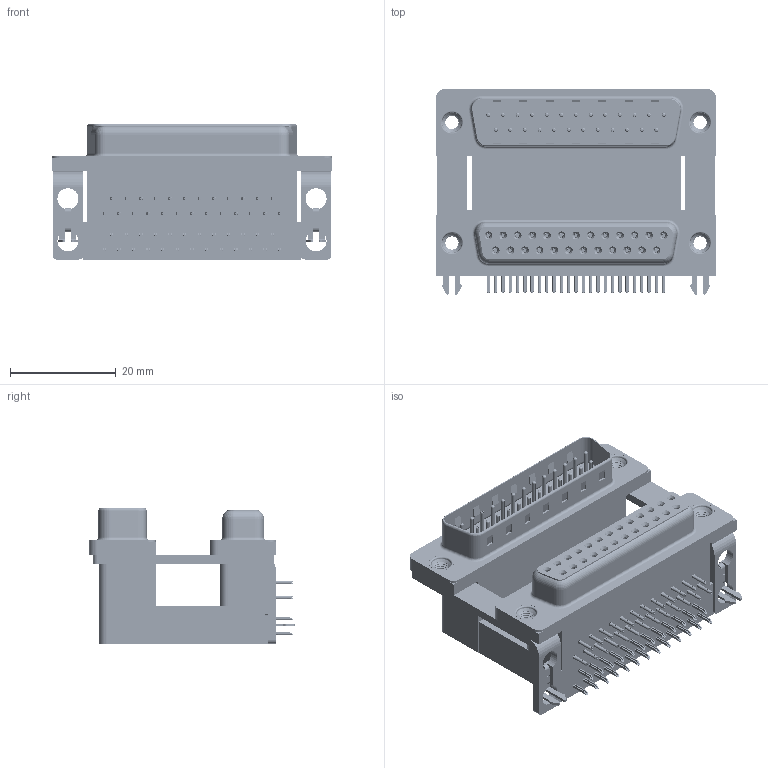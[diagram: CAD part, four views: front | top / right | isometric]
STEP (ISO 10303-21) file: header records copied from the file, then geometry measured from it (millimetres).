
FILE_DESCRIPTION (( 'STEP AP203' ), '1' );
FILE_NAME ('663-025-264-04C.STEP', '2022-06-21T18:34:43', ( '' ), ( '' ), 'SwSTEP 2.0', 'SolidWorks 2020', '' );
FILE_SCHEMA (( 'CONFIG_CONTROL_DESIGN' ));
Length unit declared in the file: millimetre
Products named in the file (13): 663 Housing Upper_25 Contacts H; 663 Mounting Bracket_2ProngH; 663 Contact Top Lower; 663 2 Prong Board Lock_4; 663 Housing Lower_25 Contacts; 663 Contact Bottom Upper_H; 663 Housing Spacer_25 Contacts H; 663 Contact Bottom Lower; 663 Shell Plug_25 Contacts; 663-025-264-04C; 663 Shell Receptacle_25 Contacts; 663 Threaded Rivet_M3; 663 Contact Top Upper_H
Assembly tree (63 placements, depth 2):
  663-025-264-04C
    663 Housing Lower_25 Contacts
    663 Housing Spacer_25 Contacts H
    663 Housing Upper_25 Contacts H
    663 Shell Receptacle_25 Contacts
    663 Shell Plug_25 Contacts
    663 Contact Bottom Lower  x12
    663 Contact Top Lower  x13
    663 Contact Bottom Upper_H  x12
    663 Contact Top Upper_H  x13
    663 Mounting Bracket_2ProngH  x2
    663 2 Prong Board Lock_4  x2
    663 Threaded Rivet_M3  x4
Bounding box: 53.04 x 38.91 x 25.6 mm (x, y, z)
Volume: 23695 mm3; surface area: 25097.3 mm2
Topology: 63 solids, 63 shells, 6315 faces, 16271 edges, 10169 vertices
Faces by surface type: plane 3335, cylinder 1581, bspline 864, cone 316, torus 219
Entity records: 56682 total; most frequent: CARTESIAN_POINT 14043, ORIENTED_EDGE 8308, DIRECTION 7955, EDGE_CURVE 4154, VECTOR 3021, LINE 3021, VERTEX_POINT 2669, AXIS2_PLACEMENT_3D 2467
